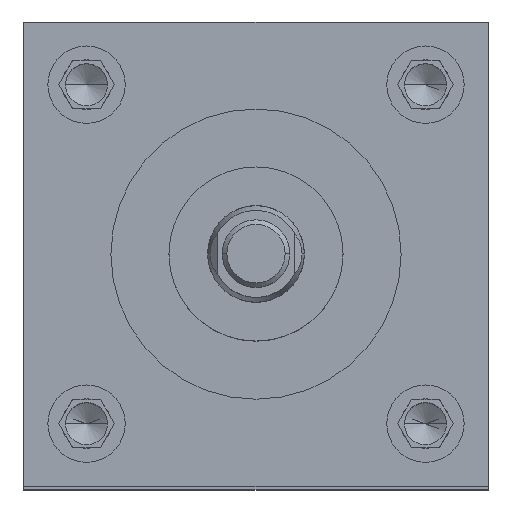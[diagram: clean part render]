
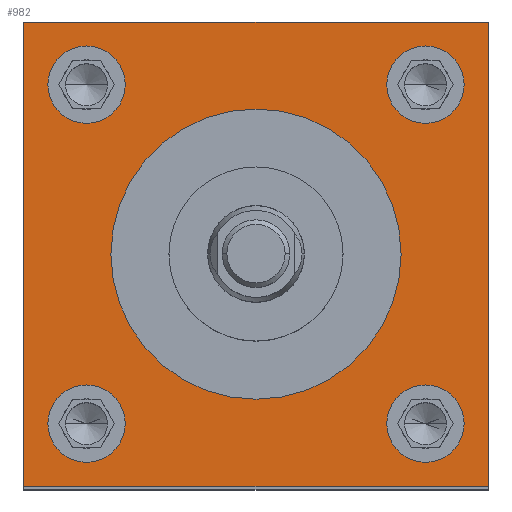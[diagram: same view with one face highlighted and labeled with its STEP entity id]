
A CAD part, top view. The second image highlights one B-rep face of the part: STEP entity #982.
In plain terms, the highlighted planar face has unit normal (0, 0, 1).
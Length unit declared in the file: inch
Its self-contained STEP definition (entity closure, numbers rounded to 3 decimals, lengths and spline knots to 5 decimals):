
#288 = FACE_BOUND ( 'NONE', #3687, .T. ) ;
#305 = VERTEX_POINT ( 'NONE', #3638 ) ;
#392 = DIRECTION ( 'NONE',  ( 1., 0., 0. ) ) ;
#393 = EDGE_LOOP ( 'NONE', ( #2190, #5806 ) ) ;
#396 = EDGE_CURVE ( 'NONE', #1206, #1107, #5703, .T. ) ;
#397 = VERTEX_POINT ( 'NONE', #5760 ) ;
#402 = CARTESIAN_POINT ( 'NONE',  ( 0.845, -1.095, 13.75 ) ) ;
#438 = VERTEX_POINT ( 'NONE', #3389 ) ;
#446 = CARTESIAN_POINT ( 'NONE',  ( -1.5, 1.5, 13.75 ) ) ;
#456 = CARTESIAN_POINT ( 'NONE',  ( 1.345, -1.095, 13.75 ) ) ;
#469 = DIRECTION ( 'NONE',  ( 1., 0., 0. ) ) ;
#552 = CARTESIAN_POINT ( 'NONE',  ( -1.5, -1.5, 13.75 ) ) ;
#601 = CARTESIAN_POINT ( 'NONE',  ( 1.345, 1.095, 13.75 ) ) ;
#641 = CIRCLE ( 'NONE', #1441, 0.25 ) ;
#698 = VERTEX_POINT ( 'NONE', #3788 ) ;
#982 = ADVANCED_FACE ( 'NONE', ( #288, #2709, #1749, #5500, #3118, #3684 ), #5593, .F. ) ;
#1021 = ORIENTED_EDGE ( 'NONE', *, *, #396, .F. ) ;
#1050 = DIRECTION ( 'NONE',  ( 1., 0., 0. ) ) ;
#1066 = CARTESIAN_POINT ( 'NONE',  ( 1.5, -1.5, 13.75 ) ) ;
#1079 = CARTESIAN_POINT ( 'NONE',  ( 0., 0., 13.75 ) ) ;
#1107 = VERTEX_POINT ( 'NONE', #402 ) ;
#1153 = AXIS2_PLACEMENT_3D ( 'NONE', #1721, #4110, #4639 ) ;
#1174 = EDGE_CURVE ( 'NONE', #698, #2846, #5208, .T. ) ;
#1206 = VERTEX_POINT ( 'NONE', #456 ) ;
#1350 = EDGE_LOOP ( 'NONE', ( #5493, #5935 ) ) ;
#1424 = CIRCLE ( 'NONE', #2639, 0.9375 ) ;
#1441 = AXIS2_PLACEMENT_3D ( 'NONE', #3655, #2231, #392 ) ;
#1443 = EDGE_CURVE ( 'NONE', #1563, #5460, #5276, .T. ) ;
#1446 = EDGE_CURVE ( 'NONE', #2122, #1731, #641, .T. ) ;
#1563 = VERTEX_POINT ( 'NONE', #2776 ) ;
#1649 = EDGE_LOOP ( 'NONE', ( #5814, #1806 ) ) ;
#1656 = LINE ( 'NONE', #446, #6103 ) ;
#1684 = DIRECTION ( 'NONE',  ( 0., 0., -1. ) ) ;
#1720 = ORIENTED_EDGE ( 'NONE', *, *, #4507, .T. ) ;
#1721 = CARTESIAN_POINT ( 'NONE',  ( -1.095, 1.095, 13.75 ) ) ;
#1731 = VERTEX_POINT ( 'NONE', #601 ) ;
#1749 = FACE_BOUND ( 'NONE', #1350, .T. ) ;
#1805 = DIRECTION ( 'NONE',  ( 0., 0., 1. ) ) ;
#1806 = ORIENTED_EDGE ( 'NONE', *, *, #1446, .F. ) ;
#1842 = AXIS2_PLACEMENT_3D ( 'NONE', #6157, #1805, #469 ) ;
#1882 = EDGE_CURVE ( 'NONE', #438, #305, #4761, .T. ) ;
#1899 = CARTESIAN_POINT ( 'NONE',  ( -1.5, -1.5, 13.75 ) ) ;
#2104 = ORIENTED_EDGE ( 'NONE', *, *, #2589, .T. ) ;
#2122 = VERTEX_POINT ( 'NONE', #3339 ) ;
#2167 = CARTESIAN_POINT ( 'NONE',  ( -1.5, 1.5, 13.75 ) ) ;
#2190 = ORIENTED_EDGE ( 'NONE', *, *, #3566, .F. ) ;
#2199 = DIRECTION ( 'NONE',  ( 0., 0., 1. ) ) ;
#2213 = DIRECTION ( 'NONE',  ( 0., 0., 1. ) ) ;
#2231 = DIRECTION ( 'NONE',  ( 0., 0., 1. ) ) ;
#2248 = DIRECTION ( 'NONE',  ( 0., 0., 1. ) ) ;
#2341 = CARTESIAN_POINT ( 'NONE',  ( -1.095, 1.095, 13.75 ) ) ;
#2418 = EDGE_CURVE ( 'NONE', #5460, #1563, #4182, .T. ) ;
#2454 = CIRCLE ( 'NONE', #1842, 0.25 ) ;
#2465 = DIRECTION ( 'NONE',  ( 1., 0., 0. ) ) ;
#2476 = EDGE_CURVE ( 'NONE', #305, #438, #2454, .T. ) ;
#2483 = CIRCLE ( 'NONE', #4007, 0.9375 ) ;
#2563 = VECTOR ( 'NONE', #2844, 39.37008 ) ;
#2589 = EDGE_CURVE ( 'NONE', #3257, #698, #4348, .T. ) ;
#2639 = AXIS2_PLACEMENT_3D ( 'NONE', #3023, #2921, #1050 ) ;
#2709 = FACE_BOUND ( 'NONE', #1649, .T. ) ;
#2776 = CARTESIAN_POINT ( 'NONE',  ( -1.345, 1.095, 13.75 ) ) ;
#2844 = DIRECTION ( 'NONE',  ( 1., 0., 0. ) ) ;
#2846 = VERTEX_POINT ( 'NONE', #1066 ) ;
#2866 = DIRECTION ( 'NONE',  ( -1., 0., 0. ) ) ;
#2887 = DIRECTION ( 'NONE',  ( 1., 0., 0. ) ) ;
#2921 = DIRECTION ( 'NONE',  ( 0., 0., 1. ) ) ;
#3002 = AXIS2_PLACEMENT_3D ( 'NONE', #6009, #1684, #4446 ) ;
#3023 = CARTESIAN_POINT ( 'NONE',  ( 0., 0., 13.75 ) ) ;
#3050 = EDGE_CURVE ( 'NONE', #1731, #2122, #4985, .T. ) ;
#3118 = FACE_BOUND ( 'NONE', #393, .T. ) ;
#3154 = ORIENTED_EDGE ( 'NONE', *, *, #2418, .F. ) ;
#3161 = VECTOR ( 'NONE', #5394, 39.37008 ) ;
#3257 = VERTEX_POINT ( 'NONE', #2167 ) ;
#3339 = CARTESIAN_POINT ( 'NONE',  ( 0.845, 1.095, 13.75 ) ) ;
#3368 = EDGE_CURVE ( 'NONE', #5911, #3257, #1656, .T. ) ;
#3389 = CARTESIAN_POINT ( 'NONE',  ( -1.345, -1.095, 13.75 ) ) ;
#3399 = AXIS2_PLACEMENT_3D ( 'NONE', #4809, #5302, #2465 ) ;
#3461 = DIRECTION ( 'NONE',  ( 1., 0., 0. ) ) ;
#3478 = CARTESIAN_POINT ( 'NONE',  ( 1.5, -1.5, 13.75 ) ) ;
#3480 = DIRECTION ( 'NONE',  ( 0., -1., 0. ) ) ;
#3483 = CIRCLE ( 'NONE', #4601, 0.25 ) ;
#3566 = EDGE_CURVE ( 'NONE', #397, #5602, #2483, .T. ) ;
#3627 = EDGE_CURVE ( 'NONE', #5602, #397, #1424, .T. ) ;
#3638 = CARTESIAN_POINT ( 'NONE',  ( -0.845, -1.095, 13.75 ) ) ;
#3655 = CARTESIAN_POINT ( 'NONE',  ( 1.095, 1.095, 13.75 ) ) ;
#3684 = FACE_OUTER_BOUND ( 'NONE', #4212, .T. ) ;
#3687 = EDGE_LOOP ( 'NONE', ( #1021, #4845 ) ) ;
#3772 = ORIENTED_EDGE ( 'NONE', *, *, #3368, .T. ) ;
#3788 = CARTESIAN_POINT ( 'NONE',  ( -1.5, -1.5, 13.75 ) ) ;
#3805 = DIRECTION ( 'NONE',  ( 0., 0., 1. ) ) ;
#3950 = ORIENTED_EDGE ( 'NONE', *, *, #1443, .F. ) ;
#4007 = AXIS2_PLACEMENT_3D ( 'NONE', #1079, #5879, #3461 ) ;
#4110 = DIRECTION ( 'NONE',  ( 0., 0., 1. ) ) ;
#4151 = DIRECTION ( 'NONE',  ( 1., 0., 0. ) ) ;
#4182 = CIRCLE ( 'NONE', #4574, 0.25 ) ;
#4212 = EDGE_LOOP ( 'NONE', ( #2104, #5594, #1720, #3772 ) ) ;
#4213 = EDGE_CURVE ( 'NONE', #1107, #1206, #3483, .T. ) ;
#4348 = LINE ( 'NONE', #552, #4671 ) ;
#4446 = DIRECTION ( 'NONE',  ( -1., 0., 0. ) ) ;
#4507 = EDGE_CURVE ( 'NONE', #2846, #5911, #5989, .T. ) ;
#4574 = AXIS2_PLACEMENT_3D ( 'NONE', #2341, #3805, #2887 ) ;
#4601 = AXIS2_PLACEMENT_3D ( 'NONE', #4714, #2248, #6055 ) ;
#4639 = DIRECTION ( 'NONE',  ( 1., 0., 0. ) ) ;
#4671 = VECTOR ( 'NONE', #3480, 39.37008 ) ;
#4714 = CARTESIAN_POINT ( 'NONE',  ( 1.095, -1.095, 13.75 ) ) ;
#4761 = CIRCLE ( 'NONE', #5347, 0.25 ) ;
#4809 = CARTESIAN_POINT ( 'NONE',  ( 1.095, -1.095, 13.75 ) ) ;
#4845 = ORIENTED_EDGE ( 'NONE', *, *, #4213, .F. ) ;
#4860 = CARTESIAN_POINT ( 'NONE',  ( -0.9375, 0., 13.75 ) ) ;
#4985 = CIRCLE ( 'NONE', #5769, 0.25 ) ;
#5197 = CARTESIAN_POINT ( 'NONE',  ( 1.5, 1.5, 13.75 ) ) ;
#5208 = LINE ( 'NONE', #1899, #2563 ) ;
#5230 = CARTESIAN_POINT ( 'NONE',  ( -0.845, 1.095, 13.75 ) ) ;
#5276 = CIRCLE ( 'NONE', #1153, 0.25 ) ;
#5302 = DIRECTION ( 'NONE',  ( 0., 0., 1. ) ) ;
#5347 = AXIS2_PLACEMENT_3D ( 'NONE', #5528, #2199, #5625 ) ;
#5394 = DIRECTION ( 'NONE',  ( 0., 1., 0. ) ) ;
#5460 = VERTEX_POINT ( 'NONE', #5230 ) ;
#5493 = ORIENTED_EDGE ( 'NONE', *, *, #2476, .F. ) ;
#5500 = FACE_BOUND ( 'NONE', #5821, .T. ) ;
#5528 = CARTESIAN_POINT ( 'NONE',  ( -1.095, -1.095, 13.75 ) ) ;
#5544 = CARTESIAN_POINT ( 'NONE',  ( 1.095, 1.095, 13.75 ) ) ;
#5593 = PLANE ( 'NONE',  #3002 ) ;
#5594 = ORIENTED_EDGE ( 'NONE', *, *, #1174, .T. ) ;
#5602 = VERTEX_POINT ( 'NONE', #4860 ) ;
#5625 = DIRECTION ( 'NONE',  ( 1., 0., 0. ) ) ;
#5703 = CIRCLE ( 'NONE', #3399, 0.25 ) ;
#5760 = CARTESIAN_POINT ( 'NONE',  ( 0.9375, 0., 13.75 ) ) ;
#5769 = AXIS2_PLACEMENT_3D ( 'NONE', #5544, #2213, #4151 ) ;
#5806 = ORIENTED_EDGE ( 'NONE', *, *, #3627, .F. ) ;
#5814 = ORIENTED_EDGE ( 'NONE', *, *, #3050, .F. ) ;
#5821 = EDGE_LOOP ( 'NONE', ( #3154, #3950 ) ) ;
#5879 = DIRECTION ( 'NONE',  ( 0., 0., 1. ) ) ;
#5911 = VERTEX_POINT ( 'NONE', #5197 ) ;
#5935 = ORIENTED_EDGE ( 'NONE', *, *, #1882, .F. ) ;
#5989 = LINE ( 'NONE', #3478, #3161 ) ;
#6009 = CARTESIAN_POINT ( 'NONE',  ( -1.5, 1.5, 13.75 ) ) ;
#6055 = DIRECTION ( 'NONE',  ( 1., 0., 0. ) ) ;
#6103 = VECTOR ( 'NONE', #2866, 39.37008 ) ;
#6157 = CARTESIAN_POINT ( 'NONE',  ( -1.095, -1.095, 13.75 ) ) ;
